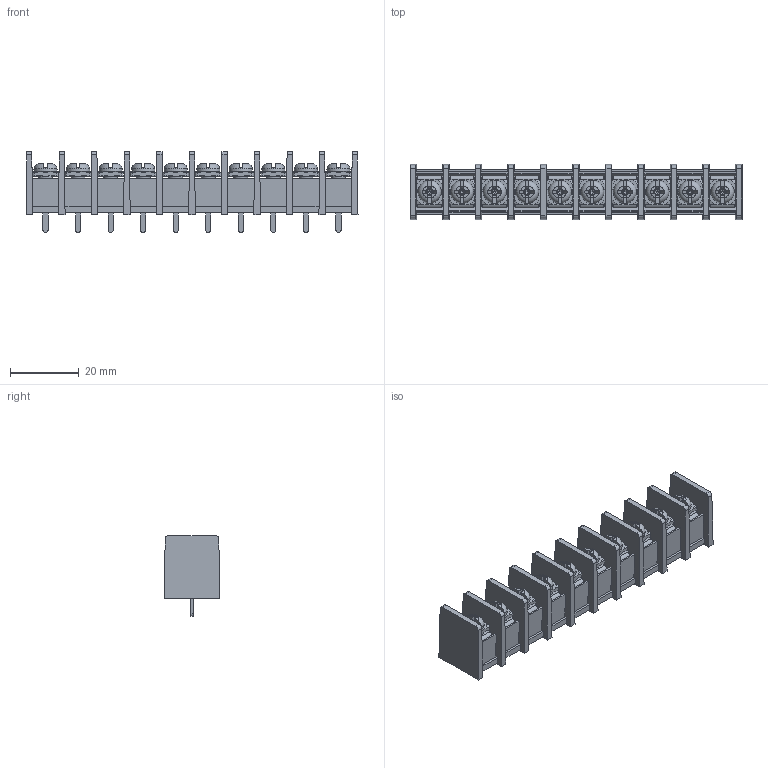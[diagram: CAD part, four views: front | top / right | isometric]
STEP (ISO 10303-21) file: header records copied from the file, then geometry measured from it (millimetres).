
FILE_DESCRIPTION(('STEP AP214'), '1');
FILE_NAME('DG45', '2019-10-04T22:10:58', ('AF'), (''), 'UNSPECIFIED', 'UNSPECIFIED', '');
FILE_SCHEMA(('AUTOMOTIVE_DESIGN { 1 0 10303 214 3 1 1}'));
Length unit declared in the file: millimetre
Assembly tree (30 placements, depth 2):
  (unnamed)
    (unnamed)  x10
    (unnamed)  x10
    (unnamed)  x10
Bounding box: 96.9 x 16.3 x 23.6 mm (x, y, z)
Volume: 12311.4 mm3; surface area: 20388.7 mm2
Topology: 31 solids, 31 shells, 2588 faces, 6728 edges, 4192 vertices
Faces by surface type: plane 1816, cone 270, cylinder 262, bspline 160, torus 40, sphere 40
Full cylindrical faces by diameter (mm): 3.3 x20, 3.4 x10, 4 x10, 4.9 x10
Entity records: 33381 total; most frequent: CARTESIAN_POINT 5671, ORIENTED_EDGE 4422, DIRECTION 3920, EDGE_CURVE 2211, LINE 1874, VECTOR 1874, VERTEX_POINT 1445, AXIS2_PLACEMENT_3D 1023
